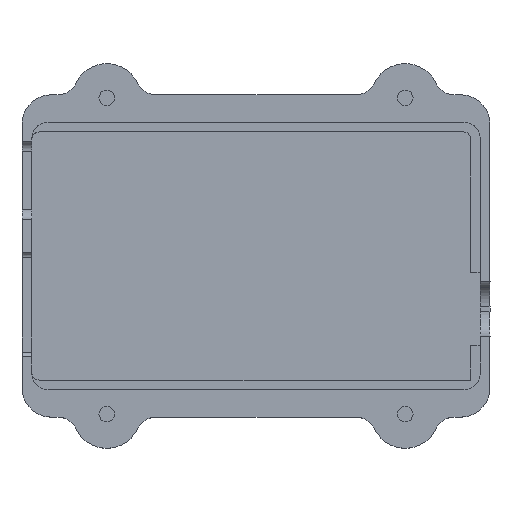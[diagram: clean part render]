
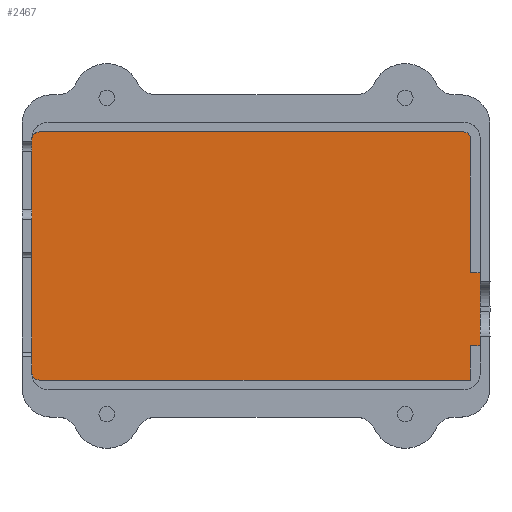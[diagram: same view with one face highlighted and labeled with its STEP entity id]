
A CAD part, top view. The second image highlights one B-rep face of the part: STEP entity #2467.
In plain terms, the highlighted planar face has unit normal (0, 0, 1).
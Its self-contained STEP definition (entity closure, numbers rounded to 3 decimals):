
#8 = ORIENTED_EDGE ( 'NONE', *, *, #3142, .T. ) ;
#165 = DIRECTION ( 'NONE',  ( 0., 1., 0. ) ) ;
#229 = CARTESIAN_POINT ( 'NONE',  ( 39.059, 24.711, 0. ) ) ;
#246 = VECTOR ( 'NONE', #501, 1000. ) ;
#302 = CARTESIAN_POINT ( 'NONE',  ( -5.041, 39.116, 0. ) ) ;
#337 = VECTOR ( 'NONE', #1889, 1000. ) ;
#360 = VERTEX_POINT ( 'NONE', #2175 ) ;
#363 = EDGE_LOOP ( 'NONE', ( #1566, #1216, #657, #2408, #1486, #1592, #945, #3019, #1797, #1257, #8 ) ) ;
#404 = VECTOR ( 'NONE', #1155, 1000. ) ;
#416 = CIRCLE ( 'NONE', #2977, 0.8 ) ;
#419 = CARTESIAN_POINT ( 'NONE',  ( -5.841, 38.316, 0. ) ) ;
#420 = LINE ( 'NONE', #1637, #337 ) ;
#424 = CARTESIAN_POINT ( 'NONE',  ( 40.059, 24.711, 0. ) ) ;
#445 = DIRECTION ( 'NONE',  ( 0., 0., 1. ) ) ;
#451 = VERTEX_POINT ( 'NONE', #2434 ) ;
#495 = VECTOR ( 'NONE', #1086, 1000. ) ;
#501 = DIRECTION ( 'NONE',  ( -1., 0., 0. ) ) ;
#549 = VERTEX_POINT ( 'NONE', #917 ) ;
#561 = LINE ( 'NONE', #2668, #1803 ) ;
#563 = CARTESIAN_POINT ( 'NONE',  ( 40.059, 17.218, 0. ) ) ;
#591 = VERTEX_POINT ( 'NONE', #2852 ) ;
#605 = CARTESIAN_POINT ( 'NONE',  ( 38.359, 38.416, 0. ) ) ;
#641 = CARTESIAN_POINT ( 'NONE',  ( 39.059, 38.416, 0. ) ) ;
#657 = ORIENTED_EDGE ( 'NONE', *, *, #2580, .T. ) ;
#696 = DIRECTION ( 'NONE',  ( 1., 0., 0. ) ) ;
#760 = AXIS2_PLACEMENT_3D ( 'NONE', #1926, #445, #2174 ) ;
#849 = DIRECTION ( 'NONE',  ( 1., 0., 0. ) ) ;
#917 = CARTESIAN_POINT ( 'NONE',  ( 39.059, 13.716, 0. ) ) ;
#945 = ORIENTED_EDGE ( 'NONE', *, *, #972, .T. ) ;
#972 = EDGE_CURVE ( 'NONE', #451, #1560, #420, .T. ) ;
#990 = LINE ( 'NONE', #229, #246 ) ;
#994 = EDGE_CURVE ( 'NONE', #1715, #1399, #1003, .T. ) ;
#1003 = LINE ( 'NONE', #641, #1579 ) ;
#1086 = DIRECTION ( 'NONE',  ( 0., 1., 0. ) ) ;
#1124 = DIRECTION ( 'NONE',  ( 0., 0., -1. ) ) ;
#1155 = DIRECTION ( 'NONE',  ( 0., -1., 0. ) ) ;
#1216 = ORIENTED_EDGE ( 'NONE', *, *, #2676, .T. ) ;
#1257 = ORIENTED_EDGE ( 'NONE', *, *, #2621, .T. ) ;
#1311 = DIRECTION ( 'NONE',  ( 0., 0., 1. ) ) ;
#1334 = CIRCLE ( 'NONE', #1654, 0.7 ) ;
#1387 = CARTESIAN_POINT ( 'NONE',  ( -5.041, 13.716, 0. ) ) ;
#1396 = DIRECTION ( 'NONE',  ( 1., 0., 0. ) ) ;
#1399 = VERTEX_POINT ( 'NONE', #2086 ) ;
#1486 = ORIENTED_EDGE ( 'NONE', *, *, #994, .T. ) ;
#1511 = VERTEX_POINT ( 'NONE', #563 ) ;
#1533 = LINE ( 'NONE', #424, #2677 ) ;
#1560 = VERTEX_POINT ( 'NONE', #302 ) ;
#1566 = ORIENTED_EDGE ( 'NONE', *, *, #1819, .T. ) ;
#1579 = VECTOR ( 'NONE', #2108, 1000. ) ;
#1592 = ORIENTED_EDGE ( 'NONE', *, *, #2414, .T. ) ;
#1637 = CARTESIAN_POINT ( 'NONE',  ( 38.359, 39.116, 0. ) ) ;
#1654 = AXIS2_PLACEMENT_3D ( 'NONE', #605, #2330, #849 ) ;
#1715 = VERTEX_POINT ( 'NONE', #2126 ) ;
#1797 = ORIENTED_EDGE ( 'NONE', *, *, #3162, .T. ) ;
#1800 = LINE ( 'NONE', #419, #404 ) ;
#1803 = VECTOR ( 'NONE', #696, 1000. ) ;
#1819 = EDGE_CURVE ( 'NONE', #549, #591, #2384, .T. ) ;
#1832 = EDGE_CURVE ( 'NONE', #1560, #360, #416, .T. ) ;
#1858 = PLANE ( 'NONE',  #2961 ) ;
#1889 = DIRECTION ( 'NONE',  ( -1., 0., 0. ) ) ;
#1926 = CARTESIAN_POINT ( 'NONE',  ( -5.041, 14.516, 0. ) ) ;
#2036 = CIRCLE ( 'NONE', #760, 0.8 ) ;
#2086 = CARTESIAN_POINT ( 'NONE',  ( 39.059, 38.416, 0. ) ) ;
#2098 = CARTESIAN_POINT ( 'NONE',  ( -3.841, 12.916, 0. ) ) ;
#2108 = DIRECTION ( 'NONE',  ( 0., 1., 0. ) ) ;
#2126 = CARTESIAN_POINT ( 'NONE',  ( 39.059, 24.711, 0. ) ) ;
#2174 = DIRECTION ( 'NONE',  ( -1., 0., 0. ) ) ;
#2175 = CARTESIAN_POINT ( 'NONE',  ( -5.841, 38.316, 0. ) ) ;
#2255 = VERTEX_POINT ( 'NONE', #3181 ) ;
#2316 = CARTESIAN_POINT ( 'NONE',  ( 39.059, 17.218, 0. ) ) ;
#2330 = DIRECTION ( 'NONE',  ( 0., 0., 1. ) ) ;
#2372 = VECTOR ( 'NONE', #1396, 1000. ) ;
#2384 = LINE ( 'NONE', #2316, #495 ) ;
#2408 = ORIENTED_EDGE ( 'NONE', *, *, #2759, .T. ) ;
#2414 = EDGE_CURVE ( 'NONE', #1399, #451, #1334, .T. ) ;
#2434 = CARTESIAN_POINT ( 'NONE',  ( 38.359, 39.116, 0. ) ) ;
#2467 = ADVANCED_FACE ( 'NONE', ( #3057 ), #1858, .F. ) ;
#2580 = EDGE_CURVE ( 'NONE', #1511, #2976, #1533, .T. ) ;
#2621 = EDGE_CURVE ( 'NONE', #2255, #3129, #2036, .T. ) ;
#2668 = CARTESIAN_POINT ( 'NONE',  ( 40.059, 17.218, 0. ) ) ;
#2676 = EDGE_CURVE ( 'NONE', #591, #1511, #561, .T. ) ;
#2677 = VECTOR ( 'NONE', #165, 1000. ) ;
#2759 = EDGE_CURVE ( 'NONE', #2976, #1715, #990, .T. ) ;
#2780 = DIRECTION ( 'NONE',  ( 1., 0., 0. ) ) ;
#2790 = CARTESIAN_POINT ( 'NONE',  ( 40.059, 24.711, 0. ) ) ;
#2837 = DIRECTION ( 'NONE',  ( -1., 0., 0. ) ) ;
#2852 = CARTESIAN_POINT ( 'NONE',  ( 39.059, 17.218, 0. ) ) ;
#2961 = AXIS2_PLACEMENT_3D ( 'NONE', #2098, #1124, #2837 ) ;
#2976 = VERTEX_POINT ( 'NONE', #2790 ) ;
#2977 = AXIS2_PLACEMENT_3D ( 'NONE', #3021, #1311, #2780 ) ;
#3008 = LINE ( 'NONE', #3101, #2372 ) ;
#3019 = ORIENTED_EDGE ( 'NONE', *, *, #1832, .T. ) ;
#3021 = CARTESIAN_POINT ( 'NONE',  ( -5.041, 38.316, 0. ) ) ;
#3057 = FACE_OUTER_BOUND ( 'NONE', #363, .T. ) ;
#3101 = CARTESIAN_POINT ( 'NONE',  ( -5.041, 13.716, 0. ) ) ;
#3129 = VERTEX_POINT ( 'NONE', #1387 ) ;
#3142 = EDGE_CURVE ( 'NONE', #3129, #549, #3008, .T. ) ;
#3162 = EDGE_CURVE ( 'NONE', #360, #2255, #1800, .T. ) ;
#3181 = CARTESIAN_POINT ( 'NONE',  ( -5.841, 14.516, 0. ) ) ;
